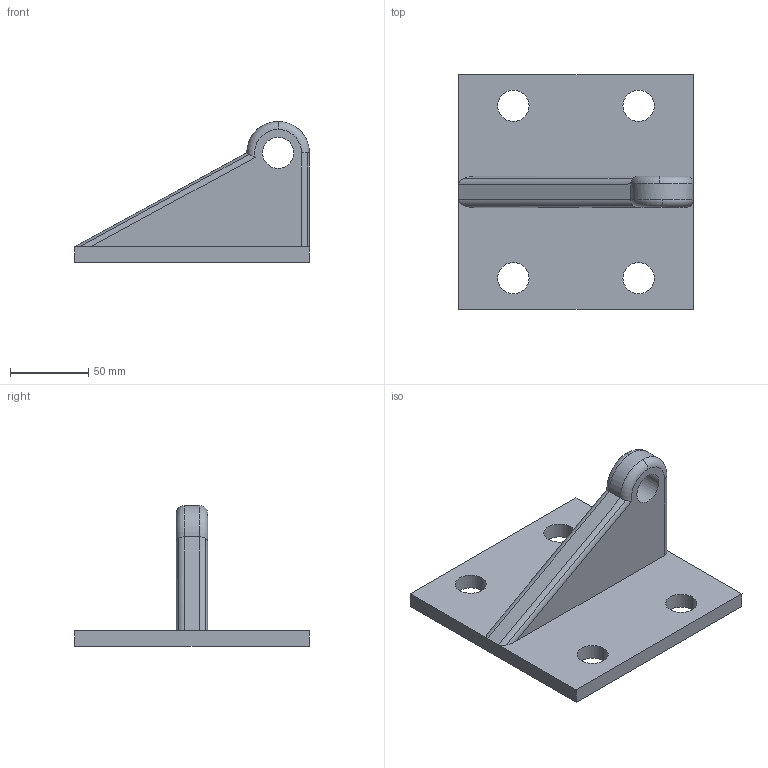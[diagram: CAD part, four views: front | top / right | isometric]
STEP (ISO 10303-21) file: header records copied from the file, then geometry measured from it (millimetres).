
FILE_DESCRIPTION (( 'STEP AP203' ), '1' );
FILE_NAME ('Support ????5.stp.STEP', '2025-09-15T21:12:12', ( '' ), ( '' ), 'SwSTEP 2.0', 'SolidWorks 2023', '' );
FILE_SCHEMA (( 'CONFIG_CONTROL_DESIGN' ));
Length unit declared in the file: centimetre
Products named in the file (1): Support เครน5.stp
Bounding box: 150 x 150 x 90 mm (x, y, z)
Volume: 330099.6 mm3; surface area: 65202.4 mm2
Topology: 1 solids, 1 shells, 33 faces, 87 edges, 56 vertices
Faces by surface type: cylinder 19, plane 10, torus 4
Entity records: 1186 total; most frequent: CARTESIAN_POINT 257, DIRECTION 185, ORIENTED_EDGE 174, EDGE_CURVE 87, AXIS2_PLACEMENT_3D 72, VERTEX_POINT 56, EDGE_LOOP 43, VECTOR 41
